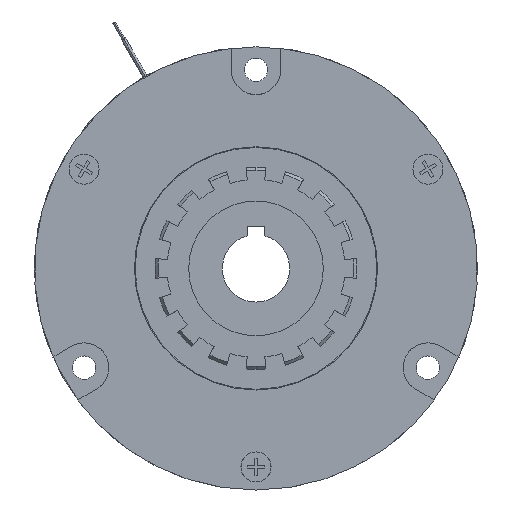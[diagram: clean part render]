
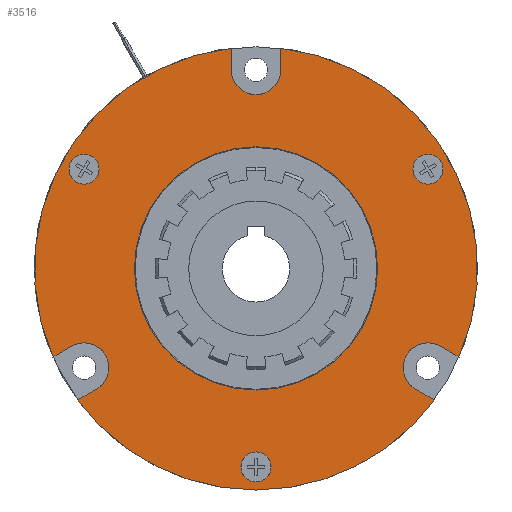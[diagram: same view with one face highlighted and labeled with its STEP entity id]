
A CAD part, left-side view. The second image highlights one B-rep face of the part: STEP entity #3516.
In plain terms, the highlighted planar face has unit normal (-1, 0, 0).
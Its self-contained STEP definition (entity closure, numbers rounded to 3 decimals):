
#3015=CARTESIAN_POINT('POINT1455',(12.4,44.997,
   -34.062));
#3016=VERTEX_POINT('VERTEX1455',#3015);
#3023=CARTESIAN_POINT('POINT1456',(12.4,51.997,
   -21.938));
#3024=VERTEX_POINT('VERTEX1456',#3023);
#3025=CARTESIAN_POINT('POS2129',(12.4,48.497,
   -28.));
#3026=DIRECTION('DIR2990',(1.,0.,0.));
#3027=DIRECTION('DIR2991',(0.,-0.5,
   -0.866));
#3028=AXIS2_PLACEMENT_3D('AXIS862',#3025,#3026,#3027);
#3029=CIRCLE('ELLIPSE391',#3028,7.);
#3030=EDGE_CURVE('EDGE2205',#3024,#3016,#3029,.T.);
#3058=CARTESIAN_POINT('POINT1457',(12.4,57.286,
   -24.991));
#3059=VERTEX_POINT('VERTEX1457',#3058);
#3068=CARTESIAN_POINT('POS2133',(12.4,30.563,
   -9.563));
#3069=DIRECTION('DIR2996',(0.,-0.866,
   0.5));
#3070=VECTOR('VEC1270',#3069,25.4);
#3071=LINE('STRAIGHT1270',#3068,#3070);
#3072=EDGE_CURVE('EDGE2208',#3059,#3024,#3071,.T.);
#3078=CARTESIAN_POINT('POINT1458',(12.4,7.,
   62.107));
#3079=VERTEX_POINT('VERTEX1458',#3078);
#3080=CARTESIAN_POINT('POS2134',(12.4,0.,0.));
#3081=DIRECTION('DIR2997',(-1.,0.,0.));
#3082=DIRECTION('DIR2998',(0.,0.,-1.));
#3083=AXIS2_PLACEMENT_3D('AXIS864',#3080,#3081,#3082);
#3084=CIRCLE('ELLIPSE392',#3083,62.5);
#3085=EDGE_CURVE('EDGE2209',#3079,#3059,#3084,.T.);
#3103=CARTESIAN_POINT('POINT1459',(12.4,7.,
   56.));
#3104=VERTEX_POINT('VERTEX1459',#3103);
#3105=CARTESIAN_POINT('POS2137',(12.4,7.,
   28.));
#3106=DIRECTION('DIR3002',(0.,0.,1.));
#3107=VECTOR('VEC1272',#3106,25.4);
#3108=LINE('STRAIGHT1272',#3105,#3107);
#3109=EDGE_CURVE('EDGE2211',#3104,#3079,#3108,.T.);
#3135=CARTESIAN_POINT('POINT1460',(12.4,-7.,
   56.));
#3136=VERTEX_POINT('VERTEX1460',#3135);
#3137=CARTESIAN_POINT('POS2139',(12.4,0.,
   56.));
#3138=DIRECTION('DIR3004',(1.,0.,0.));
#3139=DIRECTION('DIR3005',(0.,1.,0.));
#3140=AXIS2_PLACEMENT_3D('AXIS866',#3137,#3138,#3139);
#3141=CIRCLE('ELLIPSE393',#3140,7.);
#3142=EDGE_CURVE('EDGE2213',#3136,#3104,#3141,.T.);
#3158=CARTESIAN_POINT('POINT1461',(12.4,-7.,
   62.107));
#3159=VERTEX_POINT('VERTEX1461',#3158);
#3168=CARTESIAN_POINT('POS2143',(12.4,-7.,
   31.25));
#3169=DIRECTION('DIR3010',(0.,0.,-1.));
#3170=VECTOR('VEC1276',#3169,25.4);
#3171=LINE('STRAIGHT1276',#3168,#3170);
#3172=EDGE_CURVE('EDGE2216',#3159,#3136,#3171,.T.);
#3178=CARTESIAN_POINT('POINT1462',(12.4,-57.286,
   -24.991));
#3179=VERTEX_POINT('VERTEX1462',#3178);
#3180=EDGE_CURVE('EDGE2217',#3179,#3159,#3084,.T.);
#3194=CARTESIAN_POINT('POINT1463',(12.4,-51.997,
   -21.938));
#3195=VERTEX_POINT('VERTEX1463',#3194);
#3196=CARTESIAN_POINT('POS2145',(12.4,-27.749,
   -7.938));
#3197=DIRECTION('DIR3012',(0.,-0.866,
   -0.5));
#3198=VECTOR('VEC1278',#3197,25.4);
#3199=LINE('STRAIGHT1278',#3196,#3198);
#3200=EDGE_CURVE('EDGE2219',#3195,#3179,#3199,.T.);
#3217=CARTESIAN_POINT('POINT1464',(12.4,-44.997,
   -34.062));
#3218=VERTEX_POINT('VERTEX1464',#3217);
#3219=CARTESIAN_POINT('POS2147',(12.4,-48.497,
   -28.));
#3220=DIRECTION('DIR3014',(1.,0.,0.));
#3221=DIRECTION('DIR3015',(0.,-0.5,
   0.866));
#3222=AXIS2_PLACEMENT_3D('AXIS868',#3219,#3220,#3221);
#3223=CIRCLE('ELLIPSE394',#3222,7.);
#3224=EDGE_CURVE('EDGE2221',#3218,#3195,#3223,.T.);
#3248=CARTESIAN_POINT('POINT1465',(12.4,-50.286,
   -37.116));
#3249=VERTEX_POINT('VERTEX1465',#3248);
#3258=CARTESIAN_POINT('POS2151',(12.4,-23.563,
   -21.687));
#3259=DIRECTION('DIR3020',(0.,0.866,
   0.5));
#3260=VECTOR('VEC1282',#3259,25.4);
#3261=LINE('STRAIGHT1282',#3258,#3260);
#3262=EDGE_CURVE('EDGE2224',#3249,#3218,#3261,.T.);
#3267=CARTESIAN_POINT('POINT1466',(12.4,0.,
   -62.5));
#3268=VERTEX_POINT('VERTEX1466',#3267);
#3277=EDGE_CURVE('EDGE2226',#3268,#3249,#3084,.T.);
#3283=CARTESIAN_POINT('POINT1467',(12.4,50.286,
   -37.116));
#3284=VERTEX_POINT('VERTEX1467',#3283);
#3285=EDGE_CURVE('EDGE2227',#3284,#3268,#3084,.T.);
#3298=CARTESIAN_POINT('POS2154',(12.4,20.749,
   -20.062));
#3299=DIRECTION('DIR3023',(0.,0.866,
   -0.5));
#3300=VECTOR('VEC1285',#3299,25.4);
#3301=LINE('STRAIGHT1285',#3298,#3300);
#3302=EDGE_CURVE('EDGE2229',#3016,#3284,#3301,.T.);
#3309=CARTESIAN_POINT('POINT1468',(12.4,-50.617,
   24.329));
#3310=VERTEX_POINT('VERTEX1468',#3309);
#3317=CARTESIAN_POINT('POINT1469',(12.4,-46.378,
   31.671));
#3318=VERTEX_POINT('VERTEX1469',#3317);
#3319=CARTESIAN_POINT('POS2156',(12.4,-48.497,
   28.));
#3320=DIRECTION('DIR3025',(1.,0.,0.));
#3321=DIRECTION('DIR3026',(0.,-0.5,
   -0.866));
#3322=AXIS2_PLACEMENT_3D('AXIS870',#3319,#3320,#3321);
#3323=CIRCLE('ELLIPSE395',#3322,4.239);
#3324=EDGE_CURVE('EDGE2231',#3318,#3310,#3323,.T.);
#3344=EDGE_CURVE('EDGE2233',#3310,#3318,#3323,.T.);
#3349=CARTESIAN_POINT('POINT1470',(12.4,4.239,
   -56.));
#3350=VERTEX_POINT('VERTEX1470',#3349);
#3357=CARTESIAN_POINT('POINT1471',(12.4,-4.239,
   -56.));
#3358=VERTEX_POINT('VERTEX1471',#3357);
#3359=CARTESIAN_POINT('POS2160',(12.4,0.,
   -56.));
#3360=DIRECTION('DIR3031',(1.,0.,0.));
#3361=DIRECTION('DIR3032',(0.,1.,0.));
#3362=AXIS2_PLACEMENT_3D('AXIS872',#3359,#3360,#3361);
#3363=CIRCLE('ELLIPSE396',#3362,4.239);
#3364=EDGE_CURVE('EDGE2235',#3358,#3350,#3363,.T.);
#3384=EDGE_CURVE('EDGE2237',#3350,#3358,#3363,.T.);
#3389=CARTESIAN_POINT('POINT1472',(12.4,46.378,
   31.671));
#3390=VERTEX_POINT('VERTEX1472',#3389);
#3397=CARTESIAN_POINT('POINT1473',(12.4,50.617,
   24.329));
#3398=VERTEX_POINT('VERTEX1473',#3397);
#3399=CARTESIAN_POINT('POS2164',(12.4,48.497,
   28.));
#3400=DIRECTION('DIR3037',(1.,0.,0.));
#3401=DIRECTION('DIR3038',(0.,-0.5,
   0.866));
#3402=AXIS2_PLACEMENT_3D('AXIS874',#3399,#3400,#3401);
#3403=CIRCLE('ELLIPSE397',#3402,4.239);
#3404=EDGE_CURVE('EDGE2239',#3398,#3390,#3403,.T.);
#3424=EDGE_CURVE('EDGE2241',#3390,#3398,#3403,.T.);
#3469=ORIENTED_EDGE('COEDGE4470',*,*,#3424,.T.);
#3470=ORIENTED_EDGE('COEDGE4471',*,*,#3404,.T.);
#3471=EDGE_LOOP('NONE',(#3469,#3470));
#3472=FACE_BOUND('LOOP1',#3471,.T.);
#3473=ORIENTED_EDGE('COEDGE4472',*,*,#3384,.T.);
#3474=ORIENTED_EDGE('COEDGE4473',*,*,#3364,.T.);
#3475=EDGE_LOOP('NONE',(#3473,#3474));
#3476=FACE_BOUND('LOOP1',#3475,.T.);
#3477=ORIENTED_EDGE('COEDGE4474',*,*,#3344,.T.);
#3478=ORIENTED_EDGE('COEDGE4475',*,*,#3324,.T.);
#3479=EDGE_LOOP('NONE',(#3477,#3478));
#3480=FACE_BOUND('LOOP1',#3479,.T.);
#3481=ORIENTED_EDGE('COEDGE4476',*,*,#3302,.T.);
#3482=ORIENTED_EDGE('COEDGE4477',*,*,#3285,.T.);
#3483=ORIENTED_EDGE('COEDGE4478',*,*,#3277,.T.);
#3484=ORIENTED_EDGE('COEDGE4479',*,*,#3262,.T.);
#3485=ORIENTED_EDGE('COEDGE4480',*,*,#3224,.T.);
#3486=ORIENTED_EDGE('COEDGE4481',*,*,#3200,.T.);
#3487=ORIENTED_EDGE('COEDGE4482',*,*,#3180,.T.);
#3488=ORIENTED_EDGE('COEDGE4483',*,*,#3172,.T.);
#3489=ORIENTED_EDGE('COEDGE4484',*,*,#3142,.T.);
#3490=ORIENTED_EDGE('COEDGE4485',*,*,#3109,.T.);
#3491=ORIENTED_EDGE('COEDGE4486',*,*,#3085,.T.);
#3492=ORIENTED_EDGE('COEDGE4487',*,*,#3072,.T.);
#3493=ORIENTED_EDGE('COEDGE4488',*,*,#3030,.T.);
#3494=EDGE_LOOP('NONE',(#3481,#3482,#3483,#3484,#3485,#3486,#3487,#3488,
   #3489,#3490,#3491,#3492,#3493));
#3495=FACE_BOUND('LOOP1',#3494,.T.);
#3496=CARTESIAN_POINT('POINT1476',(12.4,0.,
   34.3));
#3497=VERTEX_POINT('VERTEX1476',#3496);
#3498=CARTESIAN_POINT('POINT1477',(12.4,0.,
   -34.3));
#3499=VERTEX_POINT('VERTEX1477',#3498);
#3500=CARTESIAN_POINT('POS2171',(12.4,0.,0.));
#3501=DIRECTION('DIR3048',(1.,0.,0.));
#3502=DIRECTION('DIR3049',(0.,0.,1.));
#3503=AXIS2_PLACEMENT_3D('AXIS878',#3500,#3501,#3502);
#3504=CIRCLE('ELLIPSE399',#3503,34.3);
#3505=EDGE_CURVE('EDGE2246',#3497,#3499,#3504,.T.);
#3506=ORIENTED_EDGE('COEDGE4489',*,*,#3505,.T.);
#3507=EDGE_CURVE('EDGE2247',#3499,#3497,#3504,.T.);
#3508=ORIENTED_EDGE('COEDGE4490',*,*,#3507,.T.);
#3509=EDGE_LOOP('NONE',(#3506,#3508));
#3510=FACE_BOUND('LOOP1',#3509,.T.);
#3511=CARTESIAN_POINT('POS2172',(12.4,0.,0.));
#3512=DIRECTION('DIR3050',(-1.,0.,0.));
#3513=DIRECTION('DIR3051',(0.,1.,0.));
#3514=AXIS2_PLACEMENT_3D('AXIS879',#3511,#3512,#3513);
#3515=PLANE('PLANE309',#3514);
#3516=ADVANCED_FACE('FACE838',(#3472,#3476,#3480,#3495,#3510),#3515,.T.)
   ;
